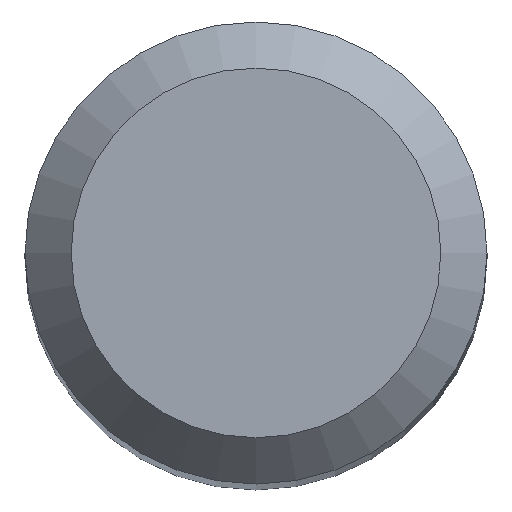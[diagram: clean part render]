
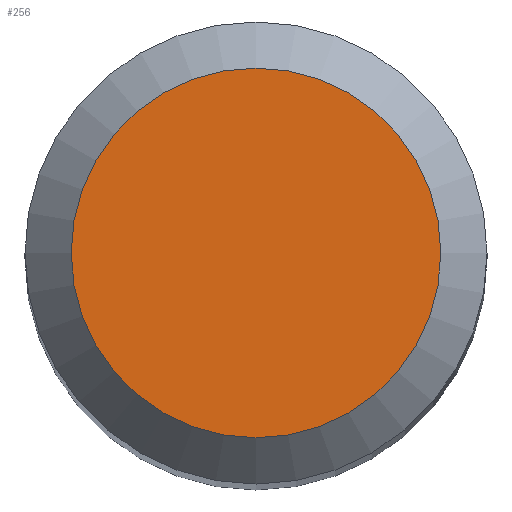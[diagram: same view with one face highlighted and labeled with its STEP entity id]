
A CAD part, top view. The second image highlights one B-rep face of the part: STEP entity #256.
In plain terms, the highlighted planar face has unit normal (0, 0, 1).
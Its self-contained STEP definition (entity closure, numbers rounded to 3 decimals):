
#8 = EDGE_CURVE ( 'NONE', #97, #97, #89, .T. ) ;
#39 = EDGE_LOOP ( 'NONE', ( #178 ) ) ;
#46 = DIRECTION ( 'NONE',  ( 0., 0., -1. ) ) ;
#72 = CARTESIAN_POINT ( 'NONE',  ( 0., 0., 38. ) ) ;
#89 = CIRCLE ( 'NONE', #180, 1.2 ) ;
#97 = VERTEX_POINT ( 'NONE', #278 ) ;
#127 = DIRECTION ( 'NONE',  ( 0., 1., 0. ) ) ;
#178 = ORIENTED_EDGE ( 'NONE', *, *, #8, .F. ) ;
#180 = AXIS2_PLACEMENT_3D ( 'NONE', #222, #272, #127 ) ;
#222 = CARTESIAN_POINT ( 'NONE',  ( 0., 0., 38. ) ) ;
#249 = FACE_OUTER_BOUND ( 'NONE', #39, .T. ) ;
#252 = AXIS2_PLACEMENT_3D ( 'NONE', #72, #46, #301 ) ;
#256 = ADVANCED_FACE ( 'NONE', ( #249 ), #276, .F. ) ;
#272 = DIRECTION ( 'NONE',  ( 0., 0., -1. ) ) ;
#276 = PLANE ( 'NONE',  #252 ) ;
#278 = CARTESIAN_POINT ( 'NONE',  ( 0., 1.2, 38. ) ) ;
#301 = DIRECTION ( 'NONE',  ( 0., 1., 0. ) ) ;
